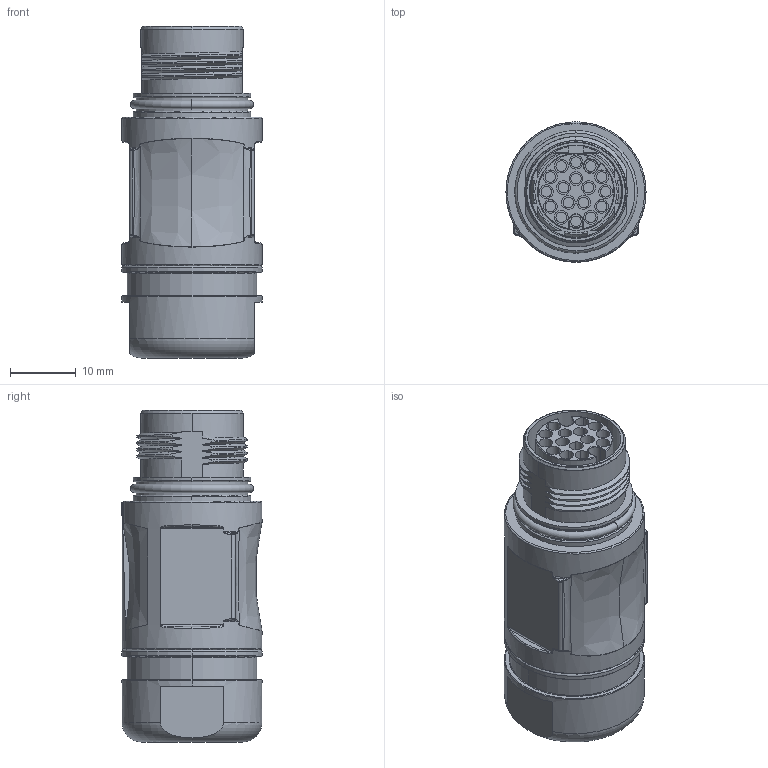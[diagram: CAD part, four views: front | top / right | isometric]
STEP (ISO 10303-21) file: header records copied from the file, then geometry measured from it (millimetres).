
FILE_DESCRIPTION((''),'2;1');
FILE_NAME('ST-17P1N8A9003S','2013-11-14T',('mbaumeister'),(''),'PRO/ENGINEER BY PARAMETRIC TECHNOLOGY CORPORATION, 2012480','PRO/ENGINEER BY PARAMETRIC TECHNOLOGY CORPORATION, 2012480','');
FILE_SCHEMA(('AUTOMOTIVE_DESIGN { 1 0 10303 214 1 1 1 1 }'));
Length unit declared in the file: millimetre
Products named in the file (1): ST-17P1N8A9003S
Bounding box: 21.3 x 21.3 x 50.5 mm (x, y, z)
Volume: 14255.9 mm3; surface area: 6028.5 mm2
Topology: 1 solids, 1 shells, 422 faces, 1079 edges, 702 vertices
Faces by surface type: cylinder 130, plane 123, bspline 62, torus 59, cone 48
Entity records: 17430 total; most frequent: CARTESIAN_POINT 7463, ORIENTED_EDGE 2158, DIRECTION 1958, EDGE_CURVE 1079, AXIS2_PLACEMENT_3D 788, VERTEX_POINT 702, EDGE_LOOP 465, CIRCLE 428
